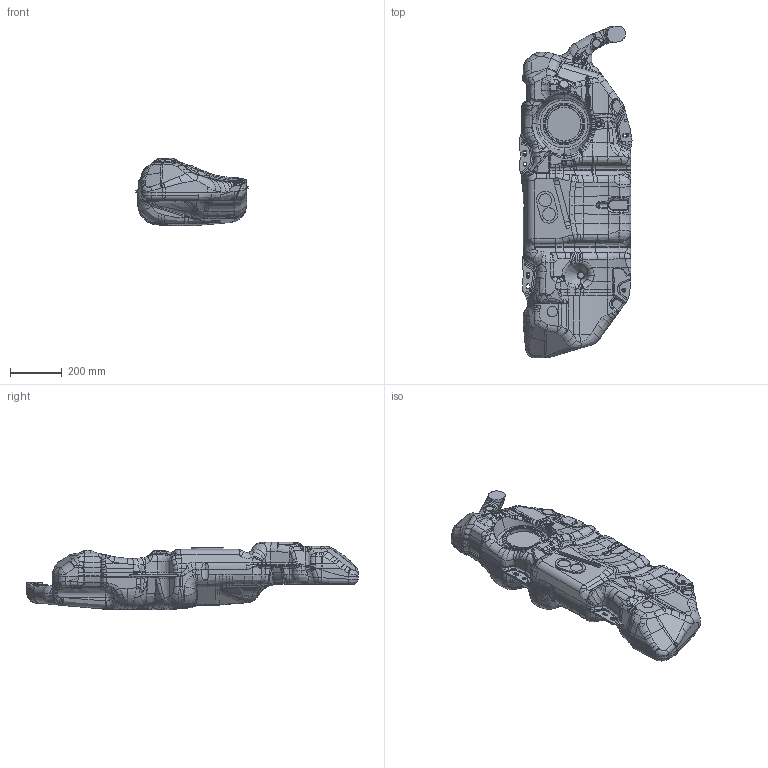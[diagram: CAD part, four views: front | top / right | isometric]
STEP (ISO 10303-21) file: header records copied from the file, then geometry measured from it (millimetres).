
FILE_DESCRIPTION(('CATIA V5 STEP Exchange'),'2;1');
FILE_NAME('tank body 206.stp','2018-08-07T09:38:12+00:00',('none'),('none'),'Version 5-6 Release 2013','CATIA V5 STEP AP203','none');
FILE_SCHEMA(('CONFIG_CONTROL_DESIGN'));
Products named in the file (1): --.------.---.9802419FL-.FL.RESER-TUBUL-ENS-----.----0001CAT
Bounding box: 431.73 x 1277.2 x 259.95 mm (x, y, z)
Volume: 61797434.7 mm3; surface area: 1462471.9 mm2
Topology: 8 solids, 11 shells, 2829 faces, 9089 edges, 6142 vertices
Faces by surface type: bspline 2561, plane 116, cylinder 87, torus 37, cone 26, sphere 2
Entity records: 177617 total; most frequent: CARTESIAN_POINT 122938, ORIENTED_EDGE 17830, EDGE_CURVE 8915, B_SPLINE_CURVE_WITH_KNOTS 8467, VERTEX_POINT 6142, EDGE_LOOP 2891, ADVANCED_FACE 2829, FACE_OUTER_BOUND 2829
